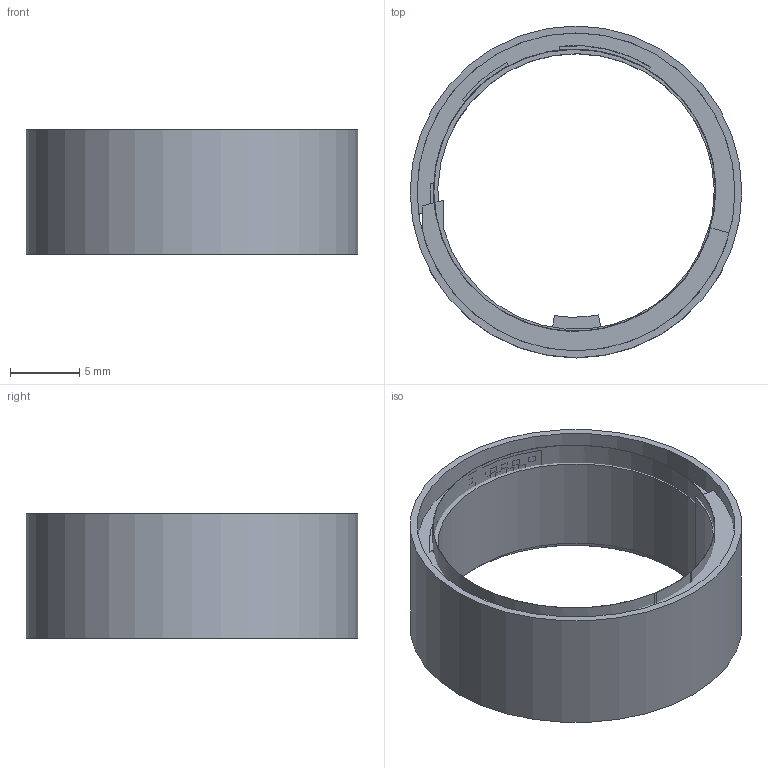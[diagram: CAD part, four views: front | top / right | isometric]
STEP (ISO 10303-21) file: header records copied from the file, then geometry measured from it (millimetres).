
FILE_DESCRIPTION(/* description */ ('Designed by EasyEDA Pro'),/* implementation_level */ '2;1');
FILE_NAME(/* name */ 'Ring CAD.step',/* time_stamp */ '2026-02-07T19:42:51-05:00',/* author */ (''),/* organization */ (''),/* preprocessor_version */ 'ST-DEVELOPER v20.1',/* originating_system */ 'Autodesk Translation Framework v14.21.0.0',/* authorisation */ '');
FILE_SCHEMA (('AUTOMOTIVE_DESIGN { 1 0 10303 214 3 1 1 }'));
Length unit declared in the file: millimetre
Products named in the file (27): 2026-02-07-19-52-19-322; 2026-02-07-19-52-19-323; 2026-02-07-19-52-19-326; 2026-02-07-19-52-19-327; 2026-02-07-19-52-19-328; 2026-02-07-19-52-19-329; 2026-02-07-19-52-19-330; 2026-02-07-19-52-19-331; 2026-02-07-19-52-19-332; 2026-02-07-19-52-19-333; 2026-02-07-19-52-19-334; 2026-02-07-19-52-19-335; 2026-02-07-19-52-19-336; 2026-02-07-19-52-19-337; 2026-02-07-19-52-19-338; 2026-02-07-19-52-19-339; 2026-02-07-19-52-19-340; 2026-02-07-19-52-19-341; 2026-02-07-19-52-19-344; 2026-02-07-19-52-19-345; 2026-02-07-19-52-19-342; 2026-02-07-19-52-19-343; 2026-02-07-19-52-19-346; 2026-02-07-19-52-19-347; 2026-02-07-19-52-19-348; 2026-02-07-19-52-19-349; 2026-02-07-19-52-19-350
Assembly tree (54 placements, depth 3):
  2026-02-07-19-52-19-322
    2026-02-07-19-52-19-323
    2026-02-07-19-52-19-326
      2026-02-07-19-52-19-327
    2026-02-07-19-52-19-328
      2026-02-07-19-52-19-329
    2026-02-07-19-52-19-329  x14
    2026-02-07-19-52-19-330
      2026-02-07-19-52-19-331
    2026-02-07-19-52-19-332  x3
      2026-02-07-19-52-19-333
    2026-02-07-19-52-19-334
      2026-02-07-19-52-19-335
    2026-02-07-19-52-19-336  x2
      2026-02-07-19-52-19-337
    2026-02-07-19-52-19-338
      2026-02-07-19-52-19-339
    2026-02-07-19-52-19-340
      2026-02-07-19-52-19-341
    2026-02-07-19-52-19-342  x3
      2026-02-07-19-52-19-343
    2026-02-07-19-52-19-344  x10
      2026-02-07-19-52-19-345
    2026-02-07-19-52-19-346
      2026-02-07-19-52-19-347
    2026-02-07-19-52-19-348
      2026-02-07-19-52-19-349
      2026-02-07-19-52-19-350
Bounding box: 24 x 24 x 9 mm (x, y, z)
Volume: 1120.3 mm3; surface area: 3905.4 mm2
Topology: 6 solids, 6 shells, 509 faces, 1285 edges, 856 vertices
Faces by surface type: plane 419, cylinder 81, bspline 9
Full cylindrical faces by diameter (mm): 23 x1, 24 x1
Entity records: 16876 total; most frequent: CARTESIAN_POINT 3355, DIRECTION 2765, ORIENTED_EDGE 2570, EDGE_CURVE 1285, LINE 931, VECTOR 931, AXIS2_PLACEMENT_3D 917, VERTEX_POINT 856
